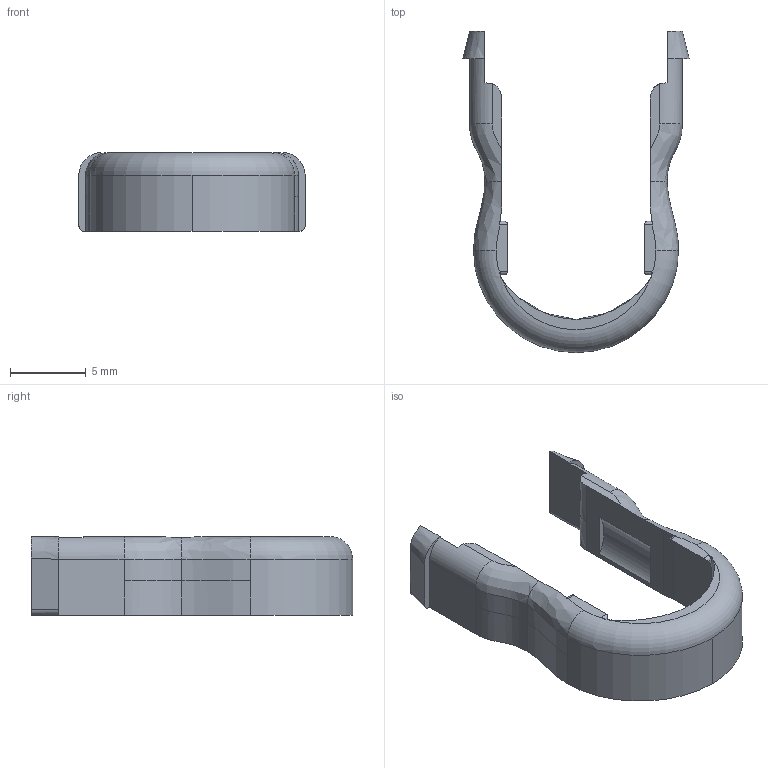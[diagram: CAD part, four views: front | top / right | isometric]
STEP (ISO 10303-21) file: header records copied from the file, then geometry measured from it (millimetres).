
FILE_DESCRIPTION(('HOOPS Exchange Step'),'2;1');
FILE_NAME('Cover.stp','2025-02-13T11:03:32+09:00',('hayashi'),('Unknown organisation'),'HOOPS Exchange 2023.2','HOOPS Exchange','Unknown authorisation');
FILE_SCHEMA( ('AP203_CONFIGURATION_CONTROLLED_3D_DESIGN_OF_MECHANICAL_PARTS_AND_ASSEMBLIES_MIM_LF') );
Length unit declared in the file: millimetre
Products named in the file (1): Solid 1927
Bounding box: 14.9 x 21.15 x 5.2 mm (x, y, z)
Volume: 373 mm3; surface area: 646.2 mm2
Topology: 1 solids, 1 shells, 73 faces, 196 edges, 127 vertices
Faces by surface type: plane 34, bspline 26, cylinder 12, torus 1
Entity records: 4535 total; most frequent: CARTESIAN_POINT 2870, ORIENTED_EDGE 392, DIRECTION 258, EDGE_CURVE 196, VERTEX_POINT 127, VECTOR 100, LINE 100, AXIS2_PLACEMENT_3D 79
